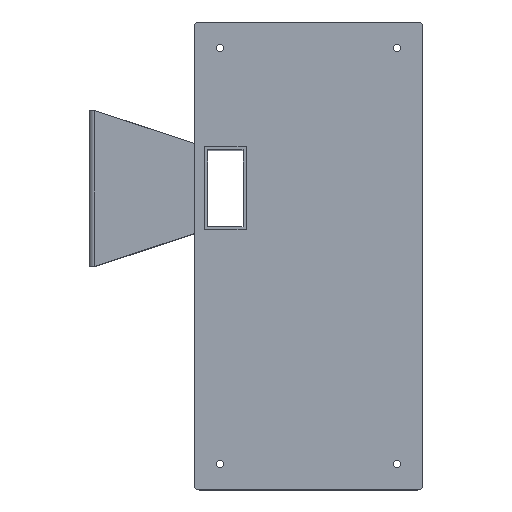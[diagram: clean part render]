
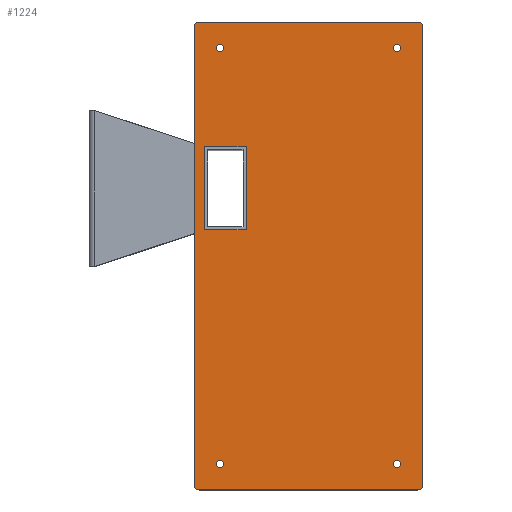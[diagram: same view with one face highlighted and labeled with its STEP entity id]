
A CAD part, top view. The second image highlights one B-rep face of the part: STEP entity #1224.
In plain terms, the highlighted planar face has unit normal (0, 0, 1).
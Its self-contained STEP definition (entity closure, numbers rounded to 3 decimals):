
#1 = CARTESIAN_POINT ( 'NONE',  ( 165., -265., 160. ) ) ;
#38 = VERTEX_POINT ( 'NONE', #1940 ) ;
#72 = DIRECTION ( 'NONE',  ( 1., 0., 0. ) ) ;
#87 = CARTESIAN_POINT ( 'NONE',  ( 168.5, 135., 160. ) ) ;
#90 = CARTESIAN_POINT ( 'NONE',  ( 20., 40., 160. ) ) ;
#108 = DIRECTION ( 'NONE',  ( 0., -1., 0. ) ) ;
#133 = VECTOR ( 'NONE', #807, 1000. ) ;
#144 = DIRECTION ( 'NONE',  ( -1., 0., 0. ) ) ;
#159 = CIRCLE ( 'NONE', #1825, 3.5 ) ;
#166 = CARTESIAN_POINT ( 'NONE',  ( 20., -40., 160. ) ) ;
#175 = AXIS2_PLACEMENT_3D ( 'NONE', #1901, #1229, #1198 ) ;
#187 = DIRECTION ( 'NONE',  ( 0., 0., 1. ) ) ;
#191 = EDGE_LOOP ( 'NONE', ( #2071, #640, #1929, #1538 ) ) ;
#198 = CARTESIAN_POINT ( 'NONE',  ( -1.5, 135., 160. ) ) ;
#217 = CARTESIAN_POINT ( 'NONE',  ( 185., 155., 160. ) ) ;
#220 = VERTEX_POINT ( 'NONE', #2209 ) ;
#226 = CARTESIAN_POINT ( 'NONE',  ( 185., -285., 160. ) ) ;
#230 = ORIENTED_EDGE ( 'NONE', *, *, #739, .T. ) ;
#244 = AXIS2_PLACEMENT_3D ( 'NONE', #226, #1458, #321 ) ;
#265 = EDGE_CURVE ( 'NONE', #1322, #1522, #760, .T. ) ;
#298 = VERTEX_POINT ( 'NONE', #2066 ) ;
#302 = DIRECTION ( 'NONE',  ( 0., 1., 0. ) ) ;
#303 = EDGE_CURVE ( 'NONE', #1522, #298, #1124, .T. ) ;
#307 = EDGE_CURVE ( 'NONE', #1581, #1581, #529, .T. ) ;
#321 = DIRECTION ( 'NONE',  ( -1., 0., 0. ) ) ;
#323 = DIRECTION ( 'NONE',  ( -1., 0., 0. ) ) ;
#338 = EDGE_CURVE ( 'NONE', #689, #1573, #721, .T. ) ;
#375 = EDGE_CURVE ( 'NONE', #637, #761, #489, .T. ) ;
#413 = VERTEX_POINT ( 'NONE', #441 ) ;
#427 = ORIENTED_EDGE ( 'NONE', *, *, #307, .F. ) ;
#441 = CARTESIAN_POINT ( 'NONE',  ( -1.5, -265., 160. ) ) ;
#449 = EDGE_CURVE ( 'NONE', #220, #1322, #2092, .T. ) ;
#451 = VECTOR ( 'NONE', #302, 1000. ) ;
#474 = ORIENTED_EDGE ( 'NONE', *, *, #2146, .F. ) ;
#489 = CIRCLE ( 'NONE', #2049, 5. ) ;
#497 = EDGE_LOOP ( 'NONE', ( #1622, #532, #230, #1275, #648, #2133, #1360, #1007 ) ) ;
#512 = CARTESIAN_POINT ( 'NONE',  ( 185., 160., 160. ) ) ;
#529 = CIRCLE ( 'NONE', #1585, 3.5 ) ;
#530 = DIRECTION ( 'NONE',  ( 1., 0., 0. ) ) ;
#532 = ORIENTED_EDGE ( 'NONE', *, *, #1200, .T. ) ;
#559 = EDGE_CURVE ( 'NONE', #1573, #1745, #1746, .T. ) ;
#562 = CARTESIAN_POINT ( 'NONE',  ( -25., 155., 160. ) ) ;
#568 = CARTESIAN_POINT ( 'NONE',  ( -20., 40., 160. ) ) ;
#569 = DIRECTION ( 'NONE',  ( 0., 1., 0. ) ) ;
#604 = PLANE ( 'NONE',  #1989 ) ;
#637 = VERTEX_POINT ( 'NONE', #750 ) ;
#640 = ORIENTED_EDGE ( 'NONE', *, *, #1379, .T. ) ;
#644 = DIRECTION ( 'NONE',  ( 0., 0., 1. ) ) ;
#648 = ORIENTED_EDGE ( 'NONE', *, *, #375, .T. ) ;
#663 = VECTOR ( 'NONE', #530, 1000. ) ;
#672 = DIRECTION ( 'NONE',  ( 0., -1., 0. ) ) ;
#689 = VERTEX_POINT ( 'NONE', #785 ) ;
#717 = VECTOR ( 'NONE', #672, 1000. ) ;
#721 = LINE ( 'NONE', #839, #663 ) ;
#739 = EDGE_CURVE ( 'NONE', #38, #2186, #1824, .T. ) ;
#744 = VECTOR ( 'NONE', #108, 1000. ) ;
#750 = CARTESIAN_POINT ( 'NONE',  ( -25., 160., 160. ) ) ;
#759 = FACE_BOUND ( 'NONE', #764, .T. ) ;
#760 = LINE ( 'NONE', #1009, #924 ) ;
#761 = VERTEX_POINT ( 'NONE', #1769 ) ;
#764 = EDGE_LOOP ( 'NONE', ( #474 ) ) ;
#782 = CARTESIAN_POINT ( 'NONE',  ( -30., 155., 160. ) ) ;
#785 = CARTESIAN_POINT ( 'NONE',  ( -20., 40., 160. ) ) ;
#797 = EDGE_LOOP ( 'NONE', ( #1287 ) ) ;
#807 = DIRECTION ( 'NONE',  ( -1., 0., 0. ) ) ;
#839 = CARTESIAN_POINT ( 'NONE',  ( -20., 40., 160. ) ) ;
#841 = FACE_BOUND ( 'NONE', #797, .T. ) ;
#924 = VECTOR ( 'NONE', #72, 1000. ) ;
#942 = LINE ( 'NONE', #1887, #2002 ) ;
#1007 = ORIENTED_EDGE ( 'NONE', *, *, #265, .T. ) ;
#1009 = CARTESIAN_POINT ( 'NONE',  ( -25., -290., 160. ) ) ;
#1037 = CARTESIAN_POINT ( 'NONE',  ( -5., -265., 160. ) ) ;
#1041 = EDGE_CURVE ( 'NONE', #1745, #1504, #1717, .T. ) ;
#1050 = CARTESIAN_POINT ( 'NONE',  ( 190., 155., 160. ) ) ;
#1083 = DIRECTION ( 'NONE',  ( 0., 0., 1. ) ) ;
#1085 = CARTESIAN_POINT ( 'NONE',  ( 20., 40., 160. ) ) ;
#1092 = EDGE_LOOP ( 'NONE', ( #1571 ) ) ;
#1124 = CIRCLE ( 'NONE', #244, 5. ) ;
#1134 = LINE ( 'NONE', #782, #717 ) ;
#1135 = CIRCLE ( 'NONE', #175, 3.5 ) ;
#1147 = VECTOR ( 'NONE', #569, 1000. ) ;
#1152 = FACE_OUTER_BOUND ( 'NONE', #497, .T. ) ;
#1156 = CARTESIAN_POINT ( 'NONE',  ( -20., -40., 160. ) ) ;
#1173 = CIRCLE ( 'NONE', #1274, 3.5 ) ;
#1177 = DIRECTION ( 'NONE',  ( 0., 0., 1. ) ) ;
#1185 = CARTESIAN_POINT ( 'NONE',  ( -5., 135., 160. ) ) ;
#1198 = DIRECTION ( 'NONE',  ( 1., 0., 0. ) ) ;
#1200 = EDGE_CURVE ( 'NONE', #298, #38, #1647, .T. ) ;
#1219 = FACE_BOUND ( 'NONE', #1304, .T. ) ;
#1224 = ADVANCED_FACE ( 'NONE', ( #1152, #1460, #1219, #2004, #841, #759 ), #604, .F. ) ;
#1228 = VERTEX_POINT ( 'NONE', #198 ) ;
#1229 = DIRECTION ( 'NONE',  ( 0., 0., 1. ) ) ;
#1240 = DIRECTION ( 'NONE',  ( 0., 0., 1. ) ) ;
#1252 = CARTESIAN_POINT ( 'NONE',  ( -25., -290., 160. ) ) ;
#1274 = AXIS2_PLACEMENT_3D ( 'NONE', #1037, #1555, #1910 ) ;
#1275 = ORIENTED_EDGE ( 'NONE', *, *, #1374, .T. ) ;
#1287 = ORIENTED_EDGE ( 'NONE', *, *, #1356, .F. ) ;
#1304 = EDGE_LOOP ( 'NONE', ( #427 ) ) ;
#1322 = VERTEX_POINT ( 'NONE', #1252 ) ;
#1344 = DIRECTION ( 'NONE',  ( -1., 0., 0. ) ) ;
#1349 = DIRECTION ( 'NONE',  ( -1., 0., 0. ) ) ;
#1356 = EDGE_CURVE ( 'NONE', #1228, #1228, #159, .T. ) ;
#1360 = ORIENTED_EDGE ( 'NONE', *, *, #449, .T. ) ;
#1374 = EDGE_CURVE ( 'NONE', #2186, #637, #942, .T. ) ;
#1375 = CARTESIAN_POINT ( 'NONE',  ( -20., -40., 160. ) ) ;
#1379 = EDGE_CURVE ( 'NONE', #1504, #689, #1533, .T. ) ;
#1423 = DIRECTION ( 'NONE',  ( 1., 0., 0. ) ) ;
#1458 = DIRECTION ( 'NONE',  ( 0., 0., 1. ) ) ;
#1460 = FACE_BOUND ( 'NONE', #191, .T. ) ;
#1504 = VERTEX_POINT ( 'NONE', #1375 ) ;
#1522 = VERTEX_POINT ( 'NONE', #1863 ) ;
#1533 = LINE ( 'NONE', #568, #451 ) ;
#1538 = ORIENTED_EDGE ( 'NONE', *, *, #559, .T. ) ;
#1555 = DIRECTION ( 'NONE',  ( 0., 0., 1. ) ) ;
#1566 = DIRECTION ( 'NONE',  ( 1., 0., 0. ) ) ;
#1571 = ORIENTED_EDGE ( 'NONE', *, *, #1799, .F. ) ;
#1573 = VERTEX_POINT ( 'NONE', #90 ) ;
#1581 = VERTEX_POINT ( 'NONE', #2195 ) ;
#1585 = AXIS2_PLACEMENT_3D ( 'NONE', #1, #1083, #1566 ) ;
#1622 = ORIENTED_EDGE ( 'NONE', *, *, #303, .T. ) ;
#1629 = DIRECTION ( 'NONE',  ( 0., 0., -1. ) ) ;
#1630 = AXIS2_PLACEMENT_3D ( 'NONE', #217, #1240, #1344 ) ;
#1647 = LINE ( 'NONE', #1050, #1147 ) ;
#1683 = VERTEX_POINT ( 'NONE', #87 ) ;
#1708 = EDGE_CURVE ( 'NONE', #761, #220, #1134, .T. ) ;
#1717 = LINE ( 'NONE', #1156, #133 ) ;
#1745 = VERTEX_POINT ( 'NONE', #166 ) ;
#1746 = LINE ( 'NONE', #1085, #744 ) ;
#1747 = CARTESIAN_POINT ( 'NONE',  ( 185., -285., 160. ) ) ;
#1769 = CARTESIAN_POINT ( 'NONE',  ( -30., 155., 160. ) ) ;
#1774 = DIRECTION ( 'NONE',  ( -1., 0., 0. ) ) ;
#1799 = EDGE_CURVE ( 'NONE', #413, #413, #1173, .T. ) ;
#1824 = CIRCLE ( 'NONE', #1630, 5. ) ;
#1825 = AXIS2_PLACEMENT_3D ( 'NONE', #1185, #187, #1423 ) ;
#1863 = CARTESIAN_POINT ( 'NONE',  ( 185., -290., 160. ) ) ;
#1880 = CARTESIAN_POINT ( 'NONE',  ( -25., -285., 160. ) ) ;
#1887 = CARTESIAN_POINT ( 'NONE',  ( -25., 160., 160. ) ) ;
#1901 = CARTESIAN_POINT ( 'NONE',  ( 165., 135., 160. ) ) ;
#1910 = DIRECTION ( 'NONE',  ( 1., 0., 0. ) ) ;
#1929 = ORIENTED_EDGE ( 'NONE', *, *, #338, .T. ) ;
#1940 = CARTESIAN_POINT ( 'NONE',  ( 190., 155., 160. ) ) ;
#1989 = AXIS2_PLACEMENT_3D ( 'NONE', #1747, #1629, #1774 ) ;
#2002 = VECTOR ( 'NONE', #323, 1000. ) ;
#2004 = FACE_BOUND ( 'NONE', #1092, .T. ) ;
#2022 = AXIS2_PLACEMENT_3D ( 'NONE', #1880, #644, #144 ) ;
#2049 = AXIS2_PLACEMENT_3D ( 'NONE', #562, #1177, #1349 ) ;
#2066 = CARTESIAN_POINT ( 'NONE',  ( 190., -285., 160. ) ) ;
#2071 = ORIENTED_EDGE ( 'NONE', *, *, #1041, .T. ) ;
#2092 = CIRCLE ( 'NONE', #2022, 5. ) ;
#2133 = ORIENTED_EDGE ( 'NONE', *, *, #1708, .T. ) ;
#2146 = EDGE_CURVE ( 'NONE', #1683, #1683, #1135, .T. ) ;
#2186 = VERTEX_POINT ( 'NONE', #512 ) ;
#2195 = CARTESIAN_POINT ( 'NONE',  ( 168.5, -265., 160. ) ) ;
#2209 = CARTESIAN_POINT ( 'NONE',  ( -30., -285., 160. ) ) ;
